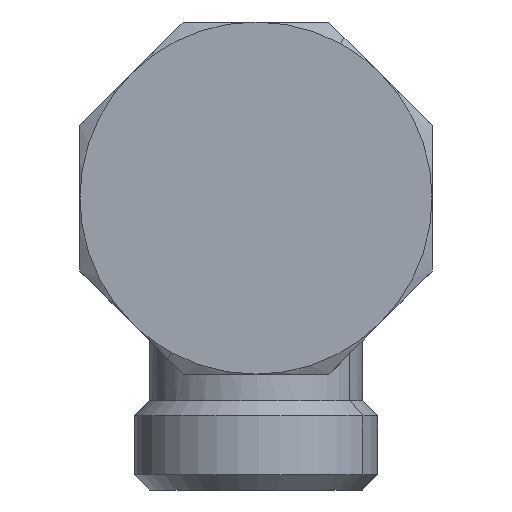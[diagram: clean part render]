
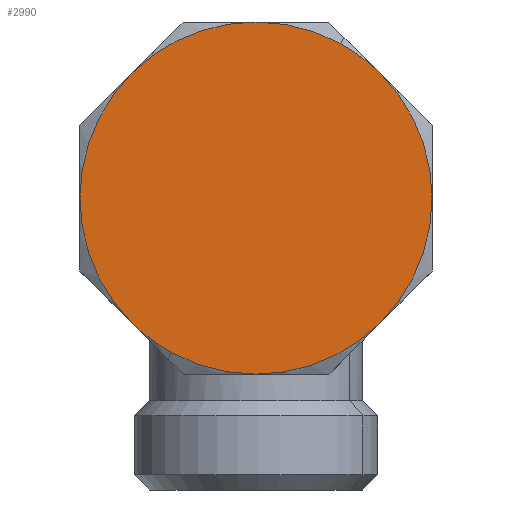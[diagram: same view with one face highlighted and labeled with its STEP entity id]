
A CAD part, front view. The second image highlights one B-rep face of the part: STEP entity #2990.
In plain terms, the highlighted planar face has unit normal (0, -1, 0).
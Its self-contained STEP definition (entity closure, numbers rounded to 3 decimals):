
#2488=CARTESIAN_POINT('Vertex',(-13.435,-95.,-13.435)) ;
#2558=CARTESIAN_POINT('Vertex',(-19.,-95.,0.)) ;
#2602=CARTESIAN_POINT('Vertex',(-13.435,-95.,13.435)) ;
#2646=CARTESIAN_POINT('Vertex',(0.,-95.,19.)) ;
#2697=CARTESIAN_POINT('Vertex',(13.435,-95.,13.435)) ;
#2739=CARTESIAN_POINT('Vertex',(19.,-95.,0.)) ;
#2783=CARTESIAN_POINT('Vertex',(13.435,-95.,-13.435)) ;
#2820=CARTESIAN_POINT('Vertex',(0.,-95.,-19.)) ;
#2851=CARTESIAN_POINT('Vertex',(-9.109,-95.,-16.674)) ;
#2854=CARTESIAN_POINT('Axis2P3D Location',(0.,-95.,0.)) ;
#2865=CARTESIAN_POINT('Axis2P3D Location',(0.,-95.,0.)) ;
#2877=CARTESIAN_POINT('Axis2P3D Location',(0.,-95.,0.)) ;
#2888=CARTESIAN_POINT('Axis2P3D Location',(0.,-95.,0.)) ;
#2899=CARTESIAN_POINT('Axis2P3D Location',(0.,-95.,0.)) ;
#2910=CARTESIAN_POINT('Axis2P3D Location',(0.,-95.,0.)) ;
#2914=CARTESIAN_POINT('Vertex',(9.109,-95.,16.674)) ;
#2929=CARTESIAN_POINT('Axis2P3D Location',(0.,-95.,0.)) ;
#2940=CARTESIAN_POINT('Axis2P3D Location',(0.,-95.,0.)) ;
#2951=CARTESIAN_POINT('Axis2P3D Location',(0.,-95.,0.)) ;
#2962=CARTESIAN_POINT('Axis2P3D Location',(0.,-95.,0.)) ;
#2973=CARTESIAN_POINT('Axis2P3D Location',(0.,-95.,0.)) ;
#2855=DIRECTION('Axis2P3D Direction',(0.,1.,0.)) ;
#2866=DIRECTION('Axis2P3D Direction',(0.,1.,0.)) ;
#2878=DIRECTION('Axis2P3D Direction',(0.,1.,0.)) ;
#2889=DIRECTION('Axis2P3D Direction',(0.,1.,0.)) ;
#2900=DIRECTION('Axis2P3D Direction',(0.,1.,0.)) ;
#2911=DIRECTION('Axis2P3D Direction',(0.,1.,0.)) ;
#2930=DIRECTION('Axis2P3D Direction',(0.,1.,0.)) ;
#2941=DIRECTION('Axis2P3D Direction',(0.,1.,0.)) ;
#2952=DIRECTION('Axis2P3D Direction',(0.,1.,0.)) ;
#2963=DIRECTION('Axis2P3D Direction',(0.,1.,0.)) ;
#2974=DIRECTION('Axis2P3D Direction',(-0.,1.,0.)) ;
#2975=DIRECTION('Axis2P3D XDirection',(1.,0.,0.)) ;
#2856=AXIS2_PLACEMENT_3D('Circle Axis2P3D',#2854,#2855,$) ;
#2867=AXIS2_PLACEMENT_3D('Circle Axis2P3D',#2865,#2866,$) ;
#2879=AXIS2_PLACEMENT_3D('Circle Axis2P3D',#2877,#2878,$) ;
#2890=AXIS2_PLACEMENT_3D('Circle Axis2P3D',#2888,#2889,$) ;
#2901=AXIS2_PLACEMENT_3D('Circle Axis2P3D',#2899,#2900,$) ;
#2912=AXIS2_PLACEMENT_3D('Circle Axis2P3D',#2910,#2911,$) ;
#2931=AXIS2_PLACEMENT_3D('Circle Axis2P3D',#2929,#2930,$) ;
#2942=AXIS2_PLACEMENT_3D('Circle Axis2P3D',#2940,#2941,$) ;
#2953=AXIS2_PLACEMENT_3D('Circle Axis2P3D',#2951,#2952,$) ;
#2964=AXIS2_PLACEMENT_3D('Circle Axis2P3D',#2962,#2963,$) ;
#2976=AXIS2_PLACEMENT_3D('Plane Axis2P3D',#2973,#2974,#2975) ;
#2857=CIRCLE('generated circle',#2856,19.) ;
#2868=CIRCLE('generated circle',#2867,19.) ;
#2880=CIRCLE('generated circle',#2879,19.) ;
#2891=CIRCLE('generated circle',#2890,19.) ;
#2902=CIRCLE('generated circle',#2901,19.) ;
#2913=CIRCLE('generated circle',#2912,19.) ;
#2932=CIRCLE('generated circle',#2931,19.) ;
#2943=CIRCLE('generated circle',#2942,19.) ;
#2954=CIRCLE('generated circle',#2953,19.) ;
#2965=CIRCLE('generated circle',#2964,19.) ;
#2977=PLANE('',#2976) ;
#2858=EDGE_CURVE('',#2852,#2489,#2857,.T.) ;
#2869=EDGE_CURVE('',#2821,#2852,#2868,.T.) ;
#2881=EDGE_CURVE('',#2489,#2559,#2880,.T.) ;
#2892=EDGE_CURVE('',#2559,#2603,#2891,.T.) ;
#2903=EDGE_CURVE('',#2603,#2647,#2902,.T.) ;
#2916=EDGE_CURVE('',#2647,#2915,#2913,.T.) ;
#2933=EDGE_CURVE('',#2698,#2740,#2932,.T.) ;
#2944=EDGE_CURVE('',#2915,#2698,#2943,.T.) ;
#2955=EDGE_CURVE('',#2740,#2784,#2954,.T.) ;
#2966=EDGE_CURVE('',#2784,#2821,#2965,.T.) ;
#2979=ORIENTED_EDGE('',*,*,#2869,.F.) ;
#2980=ORIENTED_EDGE('',*,*,#2966,.F.) ;
#2981=ORIENTED_EDGE('',*,*,#2955,.F.) ;
#2982=ORIENTED_EDGE('',*,*,#2933,.F.) ;
#2983=ORIENTED_EDGE('',*,*,#2944,.F.) ;
#2984=ORIENTED_EDGE('',*,*,#2916,.F.) ;
#2985=ORIENTED_EDGE('',*,*,#2903,.F.) ;
#2986=ORIENTED_EDGE('',*,*,#2892,.F.) ;
#2987=ORIENTED_EDGE('',*,*,#2881,.F.) ;
#2988=ORIENTED_EDGE('',*,*,#2858,.F.) ;
#2978=EDGE_LOOP('',(#2979,#2980,#2981,#2982,#2983,#2984,#2985,#2986,#2987,#2988)) ;
#2489=VERTEX_POINT('',#2488) ;
#2559=VERTEX_POINT('',#2558) ;
#2603=VERTEX_POINT('',#2602) ;
#2647=VERTEX_POINT('',#2646) ;
#2698=VERTEX_POINT('',#2697) ;
#2740=VERTEX_POINT('',#2739) ;
#2784=VERTEX_POINT('',#2783) ;
#2821=VERTEX_POINT('',#2820) ;
#2852=VERTEX_POINT('',#2851) ;
#2915=VERTEX_POINT('',#2914) ;
#2990=ADVANCED_FACE('PartBody',(#2989),#2977,.F.) ;
#2989=FACE_OUTER_BOUND('',#2978,.T.) ;
